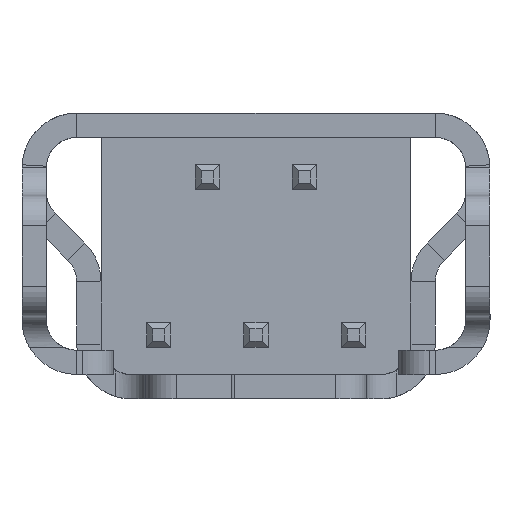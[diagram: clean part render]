
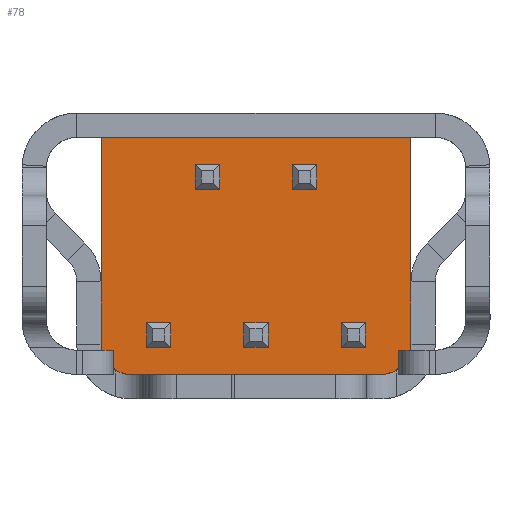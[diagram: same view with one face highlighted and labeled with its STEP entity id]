
A CAD part, front view. The second image highlights one B-rep face of the part: STEP entity #78.
In plain terms, the highlighted planar face has unit normal (0, -1, 0).
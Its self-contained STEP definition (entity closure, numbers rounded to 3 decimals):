
#67 = EDGE_CURVE ( 'NONE', #7753, #8459, #4065, .T. ) ;
#71 = AXIS2_PLACEMENT_3D ( 'NONE', #5922, #13133, #9566 ) ;
#77 = CARTESIAN_POINT ( 'NONE',  ( 2.05, 1.5, -4.3 ) ) ;
#78 = ADVANCED_FACE ( 'NONE', ( #7551 ), #13361, .F. ) ;
#140 = LINE ( 'NONE', #3483, #9695 ) ;
#230 = LINE ( 'NONE', #14437, #13385 ) ;
#262 = VECTOR ( 'NONE', #6816, 1000. ) ;
#306 = DIRECTION ( 'NONE',  ( -1., 0., 0. ) ) ;
#483 = DIRECTION ( 'NONE',  ( -1., 0., 0. ) ) ;
#622 = CARTESIAN_POINT ( 'NONE',  ( -2.55, 1.5, -0.4 ) ) ;
#630 = VECTOR ( 'NONE', #5072, 1000. ) ;
#695 = ORIENTED_EDGE ( 'NONE', *, *, #11323, .F. ) ;
#1672 = CARTESIAN_POINT ( 'NONE',  ( -1.813, 1.5, -4.3 ) ) ;
#2028 = EDGE_CURVE ( 'NONE', #8986, #6253, #11279, .T. ) ;
#2218 = ORIENTED_EDGE ( 'NONE', *, *, #12710, .F. ) ;
#2308 = ORIENTED_EDGE ( 'NONE', *, *, #15036, .F. ) ;
#2319 = VECTOR ( 'NONE', #2956, 1000. ) ;
#2471 = LINE ( 'NONE', #11961, #6159 ) ;
#2505 = EDGE_CURVE ( 'NONE', #6253, #10139, #2471, .T. ) ;
#2730 = CARTESIAN_POINT ( 'NONE',  ( 2.05, 1.5, -3.8 ) ) ;
#2871 = VERTEX_POINT ( 'NONE', #9020 ) ;
#2956 = DIRECTION ( 'NONE',  ( 0., 0., 1. ) ) ;
#3119 = AXIS2_PLACEMENT_3D ( 'NONE', #2730, #3909, #9802 ) ;
#3483 = CARTESIAN_POINT ( 'NONE',  ( -2.05, 1.5, -4.3 ) ) ;
#3644 = CARTESIAN_POINT ( 'NONE',  ( -2.05, 1.5, -4.3 ) ) ;
#3909 = DIRECTION ( 'NONE',  ( 0., 1., 0. ) ) ;
#3971 = EDGE_CURVE ( 'NONE', #14953, #12279, #230, .T. ) ;
#3987 = ORIENTED_EDGE ( 'NONE', *, *, #14911, .F. ) ;
#4065 = LINE ( 'NONE', #622, #630 ) ;
#4328 = ORIENTED_EDGE ( 'NONE', *, *, #67, .F. ) ;
#4709 = CARTESIAN_POINT ( 'NONE',  ( 1.813, 1.5, -4.3 ) ) ;
#5072 = DIRECTION ( 'NONE',  ( 1., 0., 0. ) ) ;
#5117 = EDGE_CURVE ( 'NONE', #12279, #2871, #12498, .T. ) ;
#5509 = CARTESIAN_POINT ( 'NONE',  ( 2.55, 1.5, -3.8 ) ) ;
#5851 = CIRCLE ( 'NONE', #7109, 0.5 ) ;
#5922 = CARTESIAN_POINT ( 'NONE',  ( -2.05, 1.5, -3.8 ) ) ;
#6159 = VECTOR ( 'NONE', #10560, 1000. ) ;
#6162 = CARTESIAN_POINT ( 'NONE',  ( 2.05, 1.5, -3.8 ) ) ;
#6253 = VERTEX_POINT ( 'NONE', #14123 ) ;
#6299 = VERTEX_POINT ( 'NONE', #77 ) ;
#6469 = LINE ( 'NONE', #13433, #2319 ) ;
#6545 = ORIENTED_EDGE ( 'NONE', *, *, #13328, .F. ) ;
#6680 = EDGE_LOOP ( 'NONE', ( #4328, #695, #9206, #8725, #3987, #10642, #14215, #2218, #6545, #2308 ) ) ;
#6816 = DIRECTION ( 'NONE',  ( 0., 0., -1. ) ) ;
#7109 = AXIS2_PLACEMENT_3D ( 'NONE', #6162, #13371, #483 ) ;
#7551 = FACE_OUTER_BOUND ( 'NONE', #6680, .T. ) ;
#7753 = VERTEX_POINT ( 'NONE', #13125 ) ;
#8164 = VERTEX_POINT ( 'NONE', #5509 ) ;
#8459 = VERTEX_POINT ( 'NONE', #15213 ) ;
#8725 = ORIENTED_EDGE ( 'NONE', *, *, #3971, .F. ) ;
#8986 = VERTEX_POINT ( 'NONE', #4709 ) ;
#9020 = CARTESIAN_POINT ( 'NONE',  ( -2.55, 1.5, -3.8 ) ) ;
#9206 = ORIENTED_EDGE ( 'NONE', *, *, #5117, .F. ) ;
#9566 = DIRECTION ( 'NONE',  ( -1., 0., 0. ) ) ;
#9695 = VECTOR ( 'NONE', #14182, 1000. ) ;
#9802 = DIRECTION ( 'NONE',  ( -1., 0., 0. ) ) ;
#9880 = CARTESIAN_POINT ( 'NONE',  ( -2.05, 1.5, -4.3 ) ) ;
#10139 = VERTEX_POINT ( 'NONE', #15219 ) ;
#10157 = CARTESIAN_POINT ( 'NONE',  ( 2.55, 1.5, -3.8 ) ) ;
#10363 = VECTOR ( 'NONE', #13611, 1000. ) ;
#10382 = LINE ( 'NONE', #10157, #262 ) ;
#10560 = DIRECTION ( 'NONE',  ( -1., 0., 0. ) ) ;
#10642 = ORIENTED_EDGE ( 'NONE', *, *, #2505, .F. ) ;
#10989 = CARTESIAN_POINT ( 'NONE',  ( -2.05, 1.5, -4.3 ) ) ;
#11279 = LINE ( 'NONE', #10989, #10363 ) ;
#11323 = EDGE_CURVE ( 'NONE', #2871, #7753, #6469, .T. ) ;
#11961 = CARTESIAN_POINT ( 'NONE',  ( -2.05, 1.5, -4.3 ) ) ;
#12279 = VERTEX_POINT ( 'NONE', #3644 ) ;
#12498 = CIRCLE ( 'NONE', #71, 0.5 ) ;
#12710 = EDGE_CURVE ( 'NONE', #6299, #8986, #14529, .T. ) ;
#13125 = CARTESIAN_POINT ( 'NONE',  ( -2.55, 1.5, -0.4 ) ) ;
#13133 = DIRECTION ( 'NONE',  ( 0., 1., 0. ) ) ;
#13328 = EDGE_CURVE ( 'NONE', #8164, #6299, #5851, .T. ) ;
#13361 = PLANE ( 'NONE',  #3119 ) ;
#13368 = DIRECTION ( 'NONE',  ( -1., 0., 0. ) ) ;
#13371 = DIRECTION ( 'NONE',  ( 0., 1., 0. ) ) ;
#13385 = VECTOR ( 'NONE', #306, 1000. ) ;
#13433 = CARTESIAN_POINT ( 'NONE',  ( -2.55, 1.5, -2.773 ) ) ;
#13611 = DIRECTION ( 'NONE',  ( -1., 0., 0. ) ) ;
#13981 = VECTOR ( 'NONE', #13368, 1000. ) ;
#14123 = CARTESIAN_POINT ( 'NONE',  ( 0.45, 1.5, -4.3 ) ) ;
#14182 = DIRECTION ( 'NONE',  ( -1., 0., 0. ) ) ;
#14215 = ORIENTED_EDGE ( 'NONE', *, *, #2028, .F. ) ;
#14437 = CARTESIAN_POINT ( 'NONE',  ( -2.05, 1.5, -4.3 ) ) ;
#14529 = LINE ( 'NONE', #9880, #13981 ) ;
#14911 = EDGE_CURVE ( 'NONE', #10139, #14953, #140, .T. ) ;
#14953 = VERTEX_POINT ( 'NONE', #1672 ) ;
#15036 = EDGE_CURVE ( 'NONE', #8459, #8164, #10382, .T. ) ;
#15213 = CARTESIAN_POINT ( 'NONE',  ( 2.55, 1.5, -0.4 ) ) ;
#15219 = CARTESIAN_POINT ( 'NONE',  ( 0.4, 1.5, -4.3 ) ) ;
